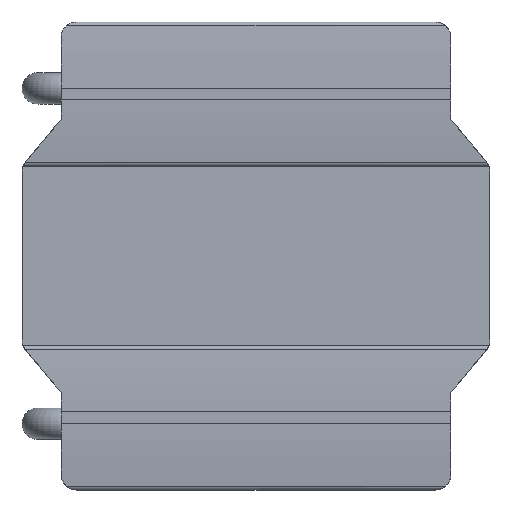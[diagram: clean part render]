
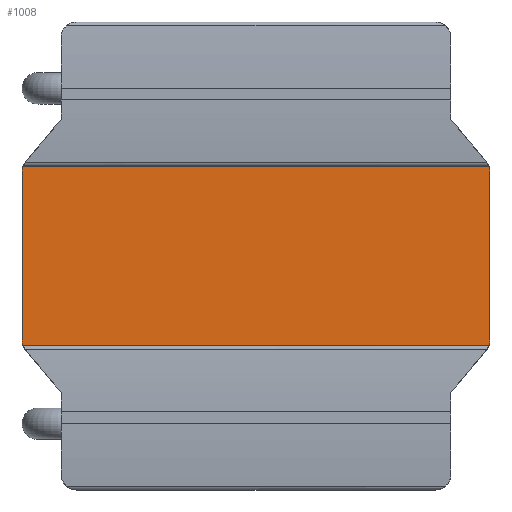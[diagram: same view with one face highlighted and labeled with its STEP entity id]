
A CAD part, top view. The second image highlights one B-rep face of the part: STEP entity #1008.
In plain terms, the highlighted planar face has unit normal (0, 0, 1).
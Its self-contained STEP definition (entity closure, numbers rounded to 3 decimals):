
#841=CIRCLE('',#6064,0.2);
#842=CIRCLE('',#6065,0.2);
#843=CIRCLE('',#6066,0.2);
#844=CIRCLE('',#6067,0.2);
#1008=ADVANCED_FACE('',(#1560),#1375,.F.);
#1375=PLANE('',#6068);
#1560=FACE_OUTER_BOUND('',#1830,.T.);
#1830=EDGE_LOOP('',(#2297,#2298,#2299,#2300,#2301,#2302,#2303,#2304));
#2297=ORIENTED_EDGE('',*,*,#4419,.F.);
#2298=ORIENTED_EDGE('',*,*,#4420,.F.);
#2299=ORIENTED_EDGE('',*,*,#4421,.F.);
#2300=ORIENTED_EDGE('',*,*,#4422,.F.);
#2301=ORIENTED_EDGE('',*,*,#4423,.T.);
#2302=ORIENTED_EDGE('',*,*,#4424,.F.);
#2303=ORIENTED_EDGE('',*,*,#4425,.F.);
#2304=ORIENTED_EDGE('',*,*,#4426,.F.);
#3869=VERTEX_POINT('',#7987);
#3870=VERTEX_POINT('',#7988);
#3871=VERTEX_POINT('',#7990);
#3872=VERTEX_POINT('',#7992);
#3873=VERTEX_POINT('',#7994);
#3874=VERTEX_POINT('',#7996);
#3875=VERTEX_POINT('',#7998);
#3876=VERTEX_POINT('',#8000);
#4419=EDGE_CURVE('',#3869,#3870,#5205,.T.);
#4420=EDGE_CURVE('',#3871,#3869,#841,.T.);
#4421=EDGE_CURVE('',#3872,#3871,#5206,.T.);
#4422=EDGE_CURVE('',#3873,#3872,#842,.T.);
#4423=EDGE_CURVE('',#3873,#3874,#5207,.T.);
#4424=EDGE_CURVE('',#3875,#3874,#843,.T.);
#4425=EDGE_CURVE('',#3876,#3875,#5208,.T.);
#4426=EDGE_CURVE('',#3870,#3876,#844,.T.);
#5205=LINE('',#7986,#5613);
#5206=LINE('',#7991,#5614);
#5207=LINE('',#7995,#5615);
#5208=LINE('',#7999,#5616);
#5613=VECTOR('',#6557,1.);
#5614=VECTOR('',#6560,1.);
#5615=VECTOR('',#6563,1.);
#5616=VECTOR('',#6566,1.);
#6064=AXIS2_PLACEMENT_3D('',#7989,#6558,#6559);
#6065=AXIS2_PLACEMENT_3D('',#7993,#6561,#6562);
#6066=AXIS2_PLACEMENT_3D('',#7997,#6564,#6565);
#6067=AXIS2_PLACEMENT_3D('',#8001,#6567,#6568);
#6068=AXIS2_PLACEMENT_3D('',#8002,#6569,#6570);
#6557=DIRECTION('',(1.,0.,0.));
#6558=DIRECTION('',(0.,0.,-1.));
#6559=DIRECTION('',(1.,0.,0.));
#6560=DIRECTION('',(0.,1.,0.));
#6561=DIRECTION('',(0.,0.,-1.));
#6562=DIRECTION('',(1.,0.,0.));
#6563=DIRECTION('',(1.,0.,0.));
#6564=DIRECTION('',(0.,0.,-1.));
#6565=DIRECTION('',(1.,0.,0.));
#6566=DIRECTION('',(0.,-1.,0.));
#6567=DIRECTION('',(0.,0.,-1.));
#6568=DIRECTION('',(1.,0.,0.));
#6569=DIRECTION('',(0.,0.,-1.));
#6570=DIRECTION('',(-1.,0.,0.));
#7986=CARTESIAN_POINT('',(-3.,1.15,2.15));
#7987=CARTESIAN_POINT('',(-2.986,1.15,2.15));
#7988=CARTESIAN_POINT('',(2.986,1.15,2.15));
#7989=CARTESIAN_POINT('',(-2.8,1.078,2.15));
#7990=CARTESIAN_POINT('',(-3.,1.078,2.15));
#7991=CARTESIAN_POINT('',(-3.,-1.078,2.15));
#7992=CARTESIAN_POINT('',(-3.,-1.078,2.15));
#7993=CARTESIAN_POINT('',(-2.8,-1.078,2.15));
#7994=CARTESIAN_POINT('',(-2.986,-1.15,2.15));
#7995=CARTESIAN_POINT('',(-3.,-1.15,2.15));
#7996=CARTESIAN_POINT('',(2.986,-1.15,2.15));
#7997=CARTESIAN_POINT('',(2.8,-1.078,2.15));
#7998=CARTESIAN_POINT('',(3.,-1.078,2.15));
#7999=CARTESIAN_POINT('',(3.,1.078,2.15));
#8000=CARTESIAN_POINT('',(3.,1.078,2.15));
#8001=CARTESIAN_POINT('',(2.8,1.078,2.15));
#8002=CARTESIAN_POINT('',(-2.3,-2.8,2.15));
